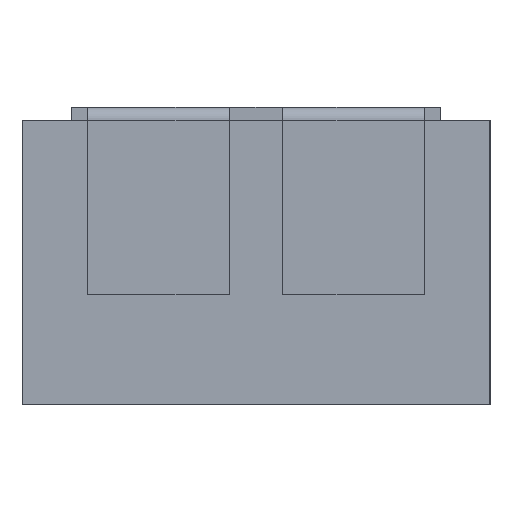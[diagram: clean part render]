
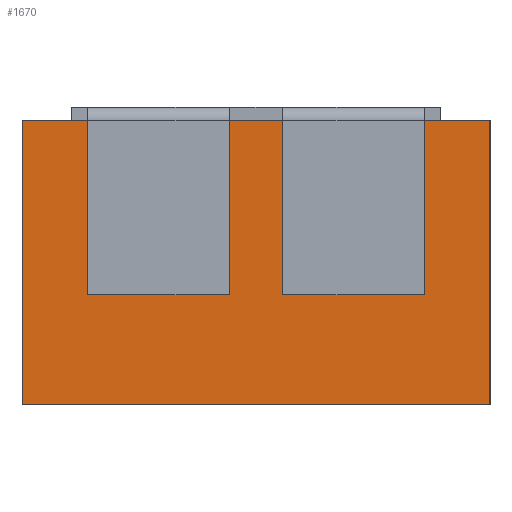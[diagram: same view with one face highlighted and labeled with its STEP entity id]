
A CAD part, left-side view. The second image highlights one B-rep face of the part: STEP entity #1670.
In plain terms, the highlighted planar face has unit normal (-1, 0, 0).
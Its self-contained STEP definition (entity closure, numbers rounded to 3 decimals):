
#1412=CARTESIAN_POINT('',(-5.78,-3.49,0.));
#1413=VERTEX_POINT('',#1412);
#1420=CARTESIAN_POINT('',(-5.78,3.49,0.));
#1421=VERTEX_POINT('',#1420);
#1422=CARTESIAN_POINT('',(-5.78,-3.49,0.));
#1423=DIRECTION('',(-0.,1.,0.));
#1424=VECTOR('',#1423,6.98);
#1425=LINE('',#1422,#1424);
#1426=EDGE_CURVE('',#1413,#1421,#1425,.T.);
#1599=CARTESIAN_POINT('',(-5.78,-3.49,4.24));
#1600=VERTEX_POINT('',#1599);
#1615=CARTESIAN_POINT('',(-5.78,3.49,4.24));
#1616=VERTEX_POINT('',#1615);
#1623=CARTESIAN_POINT('',(-5.78,-3.49,4.24));
#1624=DIRECTION('',(-0.,1.,0.));
#1625=VECTOR('',#1624,6.98);
#1626=LINE('',#1623,#1625);
#1627=EDGE_CURVE('',#1600,#1616,#1626,.T.);
#1645=CARTESIAN_POINT('',(-5.78,3.49,4.24));
#1646=DIRECTION('',(0.,0.,-1.));
#1647=VECTOR('',#1646,4.24);
#1648=LINE('',#1645,#1647);
#1649=EDGE_CURVE('',#1616,#1421,#1648,.T.);
#1654=CARTESIAN_POINT('',(-5.78,-0.,4.24));
#1655=DIRECTION('',(-1.,-0.,0.));
#1656=DIRECTION('',(0.,-1.,0.));
#1657=AXIS2_PLACEMENT_3D('',#1654,#1655,#1656);
#1658=PLANE('',#1657);
#1659=ORIENTED_EDGE('',*,*,#1426,.F.);
#1660=CARTESIAN_POINT('',(-5.78,-3.49,4.24));
#1661=DIRECTION('',(0.,0.,-1.));
#1662=VECTOR('',#1661,4.24);
#1663=LINE('',#1660,#1662);
#1664=EDGE_CURVE('',#1600,#1413,#1663,.T.);
#1665=ORIENTED_EDGE('',*,*,#1664,.F.);
#1666=ORIENTED_EDGE('',*,*,#1627,.T.);
#1667=ORIENTED_EDGE('',*,*,#1649,.T.);
#1668=EDGE_LOOP('',(#1659,#1665,#1666,#1667));
#1669=FACE_BOUND('',#1668,.T.);
#1670=ADVANCED_FACE('',(#1669),#1658,.T.);
